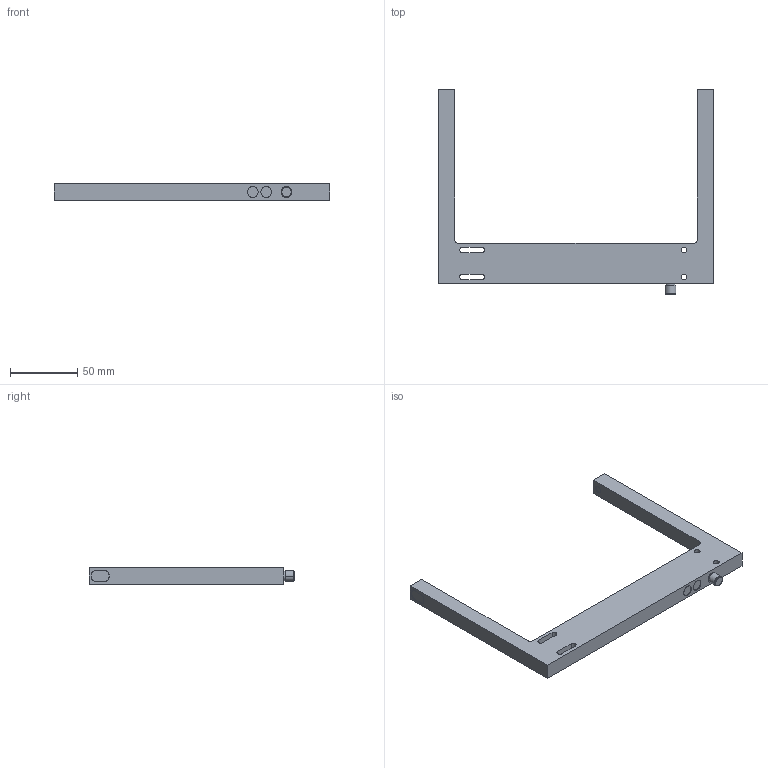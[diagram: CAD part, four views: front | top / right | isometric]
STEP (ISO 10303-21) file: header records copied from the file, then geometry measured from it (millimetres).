
FILE_DESCRIPTION(('STEP AP214'),'1');
FILE_NAME('tmp0.step','2014-11-26T14:04:03',(' '),(' '),'Spatial InterOp 3D',' ',' ');
FILE_SCHEMA(('automotive_design'));
Length unit declared in the file: millimetre
Products named in the file (1): 1
Bounding box: 204 x 152 x 12 mm (x, y, z)
Volume: 104399.1 mm3; surface area: 30090.4 mm2
Topology: 1 solids, 2 shells, 71 faces, 174 edges, 116 vertices
Faces by surface type: cylinder 42, plane 29
Entity records: 3538 total; most frequent: DIRECTION 402, CARTESIAN_POINT 362, ORIENTED_EDGE 348, STYLED_ITEM 232, PRESENTATION_STYLE_ASSIGNMENT 232, COLOUR_RGB 232, EDGE_CURVE 174, AXIS2_PLACEMENT_3D 156
